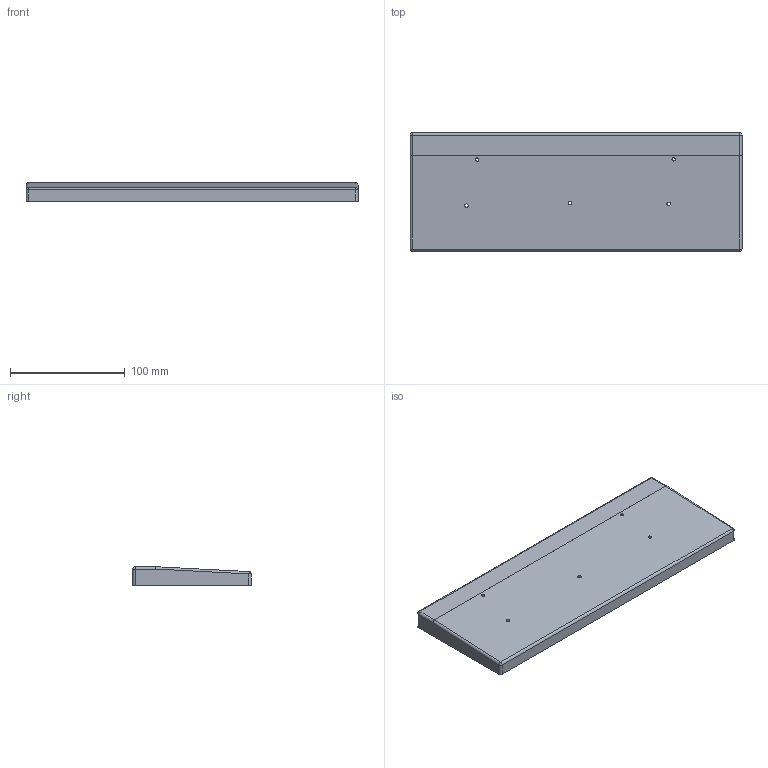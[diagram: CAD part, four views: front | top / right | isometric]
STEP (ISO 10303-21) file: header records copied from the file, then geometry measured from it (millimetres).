
FILE_DESCRIPTION(/* description */ (''),/* implementation_level */ '2;1');
FILE_NAME(/* name */ 'Component278 v3.step',/* time_stamp */ '2022-09-05T16:57:16-04:00',/* author */ (''),/* organization */ (''),/* preprocessor_version */ 'ST-DEVELOPER v19',/* originating_system */ 'Autodesk Translation Framework v11.7.0.108',/* authorisation */ '');
FILE_SCHEMA (('AUTOMOTIVE_DESIGN { 1 0 10303 214 3 1 1 }'));
Length unit declared in the file: millimetre
Products named in the file (1): Component278
Bounding box: 289.75 x 103.44 x 16.18 mm (x, y, z)
Volume: 266951.4 mm3; surface area: 75965 mm2
Topology: 1 solids, 1 shells, 94 faces, 229 edges, 143 vertices
Faces by surface type: plane 51, cylinder 32, sphere 6, torus 5
Full cylindrical faces by diameter (mm): 3 x5, 6 x5
Entity records: 2786 total; most frequent: DIRECTION 487, CARTESIAN_POINT 467, ORIENTED_EDGE 458, EDGE_CURVE 229, AXIS2_PLACEMENT_3D 163, LINE 161, VECTOR 161, VERTEX_POINT 143
